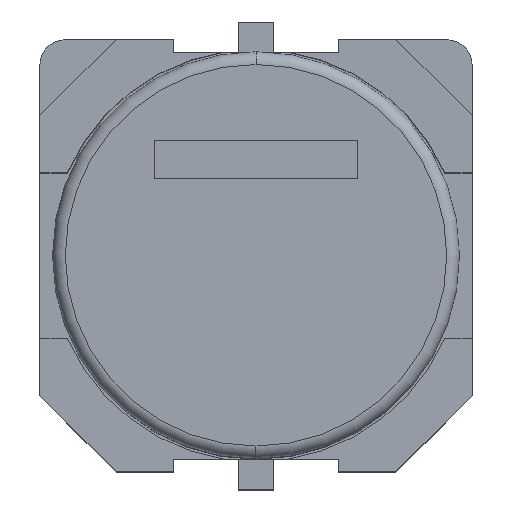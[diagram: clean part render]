
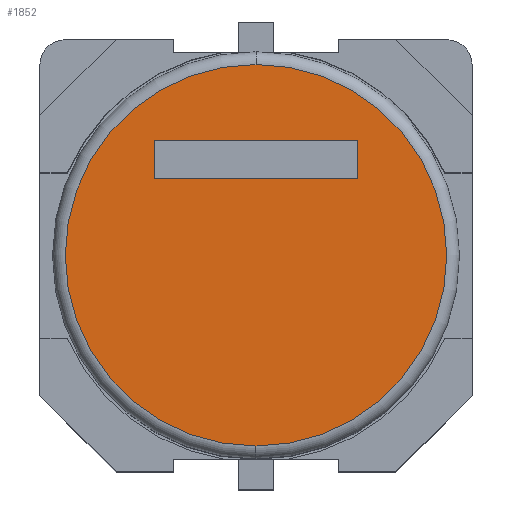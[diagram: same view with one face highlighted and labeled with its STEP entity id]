
A CAD part, top view. The second image highlights one B-rep face of the part: STEP entity #1852.
In plain terms, the highlighted planar face has unit normal (0, 0, 1).
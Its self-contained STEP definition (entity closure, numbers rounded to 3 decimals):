
#760 = VERTEX_POINT('',#761);
#761 = CARTESIAN_POINT('',(0.,-7.5,16.8));
#768 = EDGE_CURVE('',#769,#760,#771,.T.);
#769 = VERTEX_POINT('',#770);
#770 = CARTESIAN_POINT('',(0.,7.5,16.8));
#771 = CIRCLE('',#772,7.5);
#772 = AXIS2_PLACEMENT_3D('',#773,#774,#775);
#773 = CARTESIAN_POINT('',(0.,0.,16.8));
#774 = DIRECTION('',(0.,0.,1.));
#775 = DIRECTION('',(0.,1.,0.));
#1841 = EDGE_CURVE('',#760,#769,#1842,.T.);
#1842 = CIRCLE('',#1843,7.5);
#1843 = AXIS2_PLACEMENT_3D('',#1844,#1845,#1846);
#1844 = CARTESIAN_POINT('',(0.,0.,16.8)
  );
#1845 = DIRECTION('',(0.,0.,1.));
#1846 = DIRECTION('',(0.,1.,0.));
#1852 = ADVANCED_FACE('',(#1853,#1857),#1891,.T.);
#1853 = FACE_BOUND('',#1854,.T.);
#1854 = EDGE_LOOP('',(#1855,#1856));
#1855 = ORIENTED_EDGE('',*,*,#768,.T.);
#1856 = ORIENTED_EDGE('',*,*,#1841,.T.);
#1857 = FACE_BOUND('',#1858,.T.);
#1858 = EDGE_LOOP('',(#1859,#1869,#1877,#1885));
#1859 = ORIENTED_EDGE('',*,*,#1860,.F.);
#1860 = EDGE_CURVE('',#1861,#1863,#1865,.T.);
#1861 = VERTEX_POINT('',#1862);
#1862 = CARTESIAN_POINT('',(4.,3.,16.8));
#1863 = VERTEX_POINT('',#1864);
#1864 = CARTESIAN_POINT('',(4.,4.5,16.8));
#1865 = LINE('',#1866,#1867);
#1866 = CARTESIAN_POINT('',(4.,3.,16.8));
#1867 = VECTOR('',#1868,1.);
#1868 = DIRECTION('',(0.,1.,0.));
#1869 = ORIENTED_EDGE('',*,*,#1870,.F.);
#1870 = EDGE_CURVE('',#1871,#1861,#1873,.T.);
#1871 = VERTEX_POINT('',#1872);
#1872 = CARTESIAN_POINT('',(-4.,3.,16.8));
#1873 = LINE('',#1874,#1875);
#1874 = CARTESIAN_POINT('',(-4.,3.,16.8));
#1875 = VECTOR('',#1876,1.);
#1876 = DIRECTION('',(1.,0.,0.));
#1877 = ORIENTED_EDGE('',*,*,#1878,.F.);
#1878 = EDGE_CURVE('',#1879,#1871,#1881,.T.);
#1879 = VERTEX_POINT('',#1880);
#1880 = CARTESIAN_POINT('',(-4.,4.5,16.8));
#1881 = LINE('',#1882,#1883);
#1882 = CARTESIAN_POINT('',(-4.,3.,16.8));
#1883 = VECTOR('',#1884,1.);
#1884 = DIRECTION('',(0.,-1.,0.));
#1885 = ORIENTED_EDGE('',*,*,#1886,.F.);
#1886 = EDGE_CURVE('',#1863,#1879,#1887,.T.);
#1887 = LINE('',#1888,#1889);
#1888 = CARTESIAN_POINT('',(-4.,4.5,16.8));
#1889 = VECTOR('',#1890,1.);
#1890 = DIRECTION('',(-1.,0.,0.));
#1891 = PLANE('',#1892);
#1892 = AXIS2_PLACEMENT_3D('',#1893,#1894,#1895);
#1893 = CARTESIAN_POINT('',(0.,-8.,16.8));
#1894 = DIRECTION('',(0.,0.,1.));
#1895 = DIRECTION('',(0.,1.,0.));
